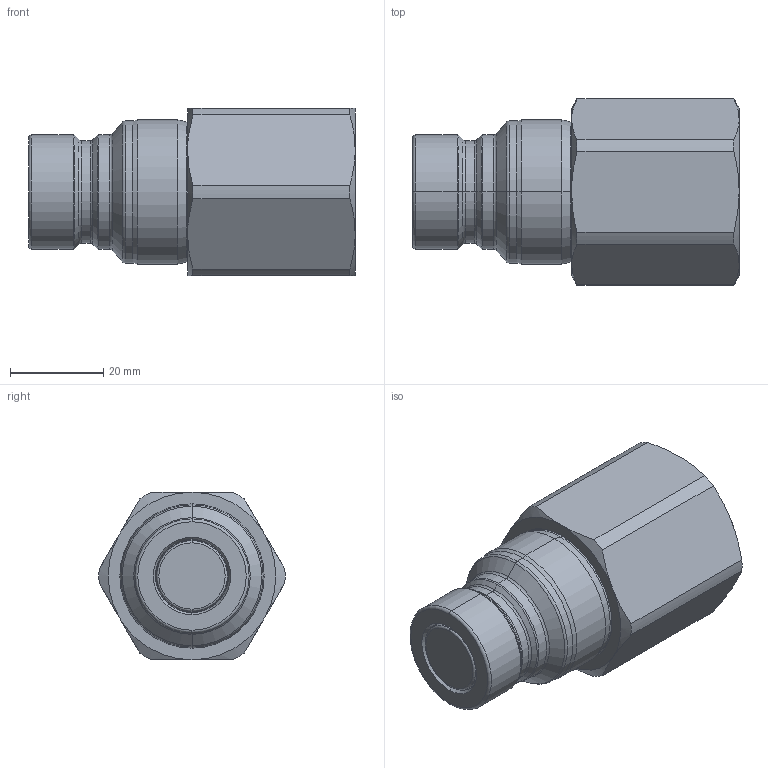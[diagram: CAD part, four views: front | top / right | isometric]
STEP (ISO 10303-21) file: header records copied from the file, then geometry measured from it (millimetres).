
FILE_DESCRIPTION (( 'STEP AP214' ), '1' );
FILE_NAME ('FEM-502-12FB.STEP', '2014-07-09T10:06:40', ( 'admin' ), ( 'Microsoft' ), 'SwSTEP 2.0', 'SolidWorks 2009', '' );
FILE_SCHEMA (( 'AUTOMOTIVE_DESIGN' ));
Length unit declared in the file: millimetre
Products named in the file (1): FEM-502-12FB
Bounding box: 70.1 x 39.99 x 36 mm (x, y, z)
Volume: 50710.5 mm3; surface area: 11202.6 mm2
Topology: 1 solids, 1 shells, 87 faces, 182 edges, 102 vertices
Faces by surface type: cone 32, cylinder 26, torus 16, plane 13
Entity records: 2417 total; most frequent: CARTESIAN_POINT 516, DIRECTION 440, ORIENTED_EDGE 364, AXIS2_PLACEMENT_3D 194, EDGE_CURVE 182, CIRCLE 106, VERTEX_POINT 102, EDGE_LOOP 92
